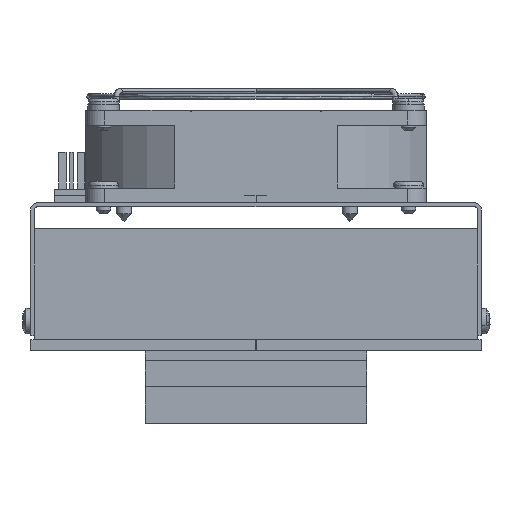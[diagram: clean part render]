
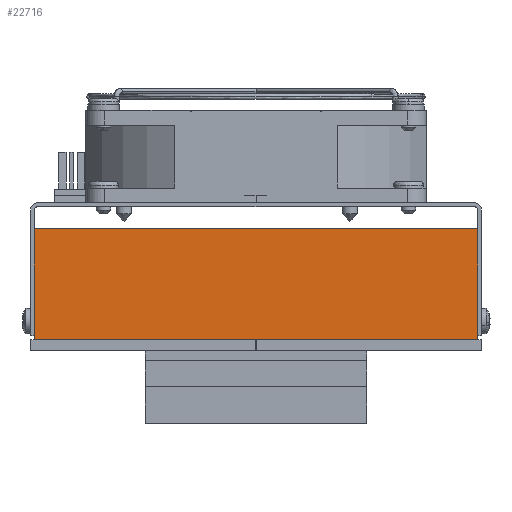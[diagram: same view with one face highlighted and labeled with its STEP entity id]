
A CAD part, front view. The second image highlights one B-rep face of the part: STEP entity #22716.
In plain terms, the highlighted planar face has unit normal (0, -1, 0).
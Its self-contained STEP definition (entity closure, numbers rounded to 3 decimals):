
#584 = VECTOR ( 'NONE', #15283, 1000. ) ;
#852 = VECTOR ( 'NONE', #7839, 1000. ) ;
#1084 = CARTESIAN_POINT ( 'NONE',  ( 0., -115., 20. ) ) ;
#1379 = AXIS2_PLACEMENT_3D ( 'NONE', #23361, #2333, #4628 ) ;
#1381 = VERTEX_POINT ( 'NONE', #10284 ) ;
#2158 = LINE ( 'NONE', #13114, #18149 ) ;
#2333 = DIRECTION ( 'NONE',  ( 0., 1., 0. ) ) ;
#2775 = EDGE_CURVE ( 'NONE', #4953, #4954, #13198, .T. ) ;
#2905 = CARTESIAN_POINT ( 'NONE',  ( 60., -115., 50. ) ) ;
#3057 = LINE ( 'NONE', #14715, #852 ) ;
#3621 = DIRECTION ( 'NONE',  ( 0., 0., 1. ) ) ;
#4628 = DIRECTION ( 'NONE',  ( 0., 0., 1. ) ) ;
#4805 = FACE_OUTER_BOUND ( 'NONE', #5464, .T. ) ;
#4953 = VERTEX_POINT ( 'NONE', #2905 ) ;
#4954 = VERTEX_POINT ( 'NONE', #12144 ) ;
#5464 = EDGE_LOOP ( 'NONE', ( #27541, #5838, #18692, #12359, #16463, #20781 ) ) ;
#5576 = VECTOR ( 'NONE', #25509, 1000. ) ;
#5838 = ORIENTED_EDGE ( 'NONE', *, *, #13246, .F. ) ;
#7351 = EDGE_CURVE ( 'NONE', #4954, #1381, #2158, .T. ) ;
#7839 = DIRECTION ( 'NONE',  ( 1., 0., 0. ) ) ;
#10137 = PLANE ( 'NONE',  #1379 ) ;
#10284 = CARTESIAN_POINT ( 'NONE',  ( 0.1, -115., 20. ) ) ;
#10318 = LINE ( 'NONE', #26842, #17556 ) ;
#11999 = CARTESIAN_POINT ( 'NONE',  ( -60., -115., 20. ) ) ;
#12144 = CARTESIAN_POINT ( 'NONE',  ( 60., -115., 20. ) ) ;
#12359 = ORIENTED_EDGE ( 'NONE', *, *, #19914, .F. ) ;
#12395 = VECTOR ( 'NONE', #3621, 1000. ) ;
#13114 = CARTESIAN_POINT ( 'NONE',  ( 0., -115., 20. ) ) ;
#13198 = LINE ( 'NONE', #25897, #5576 ) ;
#13246 = EDGE_CURVE ( 'NONE', #25783, #17828, #26253, .T. ) ;
#14715 = CARTESIAN_POINT ( 'NONE',  ( -60., -115., 50. ) ) ;
#15283 = DIRECTION ( 'NONE',  ( -1., 0., 0. ) ) ;
#16236 = LINE ( 'NONE', #1084, #584 ) ;
#16322 = EDGE_CURVE ( 'NONE', #27219, #25783, #10318, .T. ) ;
#16463 = ORIENTED_EDGE ( 'NONE', *, *, #7351, .F. ) ;
#17332 = DIRECTION ( 'NONE',  ( -1., 0., 0. ) ) ;
#17556 = VECTOR ( 'NONE', #17332, 1000. ) ;
#17828 = VERTEX_POINT ( 'NONE', #21953 ) ;
#18149 = VECTOR ( 'NONE', #26806, 1000. ) ;
#18692 = ORIENTED_EDGE ( 'NONE', *, *, #16322, .F. ) ;
#19914 = EDGE_CURVE ( 'NONE', #1381, #27219, #16236, .T. ) ;
#20781 = ORIENTED_EDGE ( 'NONE', *, *, #2775, .F. ) ;
#21953 = CARTESIAN_POINT ( 'NONE',  ( -60., -115., 50. ) ) ;
#22716 = ADVANCED_FACE ( 'NONE', ( #4805 ), #10137, .F. ) ;
#23361 = CARTESIAN_POINT ( 'NONE',  ( -60., -115., 20. ) ) ;
#24557 = CARTESIAN_POINT ( 'NONE',  ( -60., -115., 20. ) ) ;
#25509 = DIRECTION ( 'NONE',  ( 0., 0., -1. ) ) ;
#25783 = VERTEX_POINT ( 'NONE', #11999 ) ;
#25897 = CARTESIAN_POINT ( 'NONE',  ( 60., -115., 50. ) ) ;
#26253 = LINE ( 'NONE', #24557, #12395 ) ;
#26806 = DIRECTION ( 'NONE',  ( -1., 0., 0. ) ) ;
#26842 = CARTESIAN_POINT ( 'NONE',  ( 0., -115., 20. ) ) ;
#27219 = VERTEX_POINT ( 'NONE', #29826 ) ;
#27541 = ORIENTED_EDGE ( 'NONE', *, *, #28266, .F. ) ;
#28266 = EDGE_CURVE ( 'NONE', #17828, #4953, #3057, .T. ) ;
#29826 = CARTESIAN_POINT ( 'NONE',  ( -0.1, -115., 20. ) ) ;
